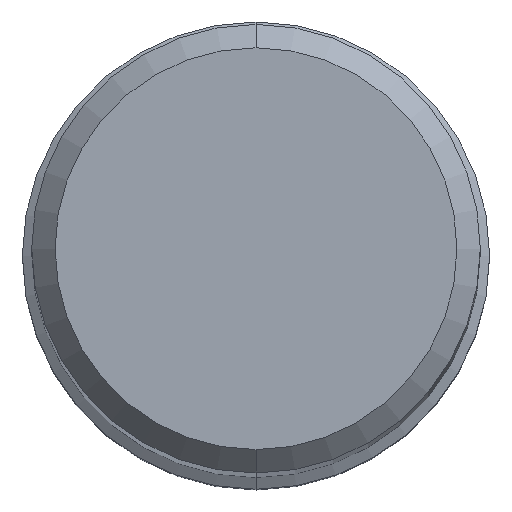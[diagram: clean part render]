
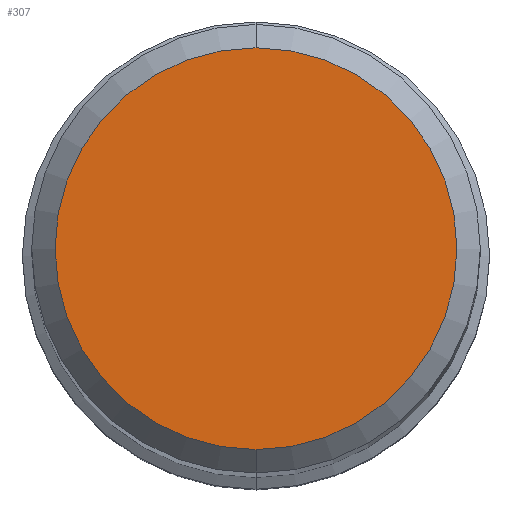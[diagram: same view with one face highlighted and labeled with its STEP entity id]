
A CAD part, top view. The second image highlights one B-rep face of the part: STEP entity #307.
In plain terms, the highlighted planar face has unit normal (0, 0, 1).
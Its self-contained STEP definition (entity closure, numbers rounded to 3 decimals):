
#307=ADVANCED_FACE('',(#703),#704,.T.);
#339=VERTEX_POINT('',#740);
#361=EDGE_CURVE('',#339,#579,#764,.T.);
#535=EDGE_CURVE('',#579,#339,#958,.T.);
#579=VERTEX_POINT('',#1007);
#703=FACE_OUTER_BOUND('',#1203,.T.);
#704=PLANE('',#1204);
#740=CARTESIAN_POINT('',(0.0,4.3,0.0));
#764=CIRCLE('',#1292,4.3);
#958=CIRCLE('',#1690,4.3);
#1007=CARTESIAN_POINT('',(0.,-4.3,0.0));
#1203=EDGE_LOOP('',(#1896,#1897));
#1204=AXIS2_PLACEMENT_3D('',#1898,#1899,#1900);
#1292=AXIS2_PLACEMENT_3D('',#1963,#1964,#1965);
#1690=AXIS2_PLACEMENT_3D('',#2218,#2219,#2220);
#1896=ORIENTED_EDGE('',*,*,#361,.F.);
#1897=ORIENTED_EDGE('',*,*,#535,.F.);
#1898=CARTESIAN_POINT('',(0.0,2.15,0.0));
#1899=DIRECTION('',(-0.0,0.0,1.0));
#1900=DIRECTION('',(0.0,-1.0,0.0));
#1963=CARTESIAN_POINT('',(0.0,0.0,0.0));
#1964=DIRECTION('',(0.0,0.0,-1.0));
#1965=DIRECTION('',(0.0,1.0,0.0));
#2218=CARTESIAN_POINT('',(0.0,0.0,0.0));
#2219=DIRECTION('',(0.0,0.0,-1.0));
#2220=DIRECTION('',(0.0,1.0,0.0));
